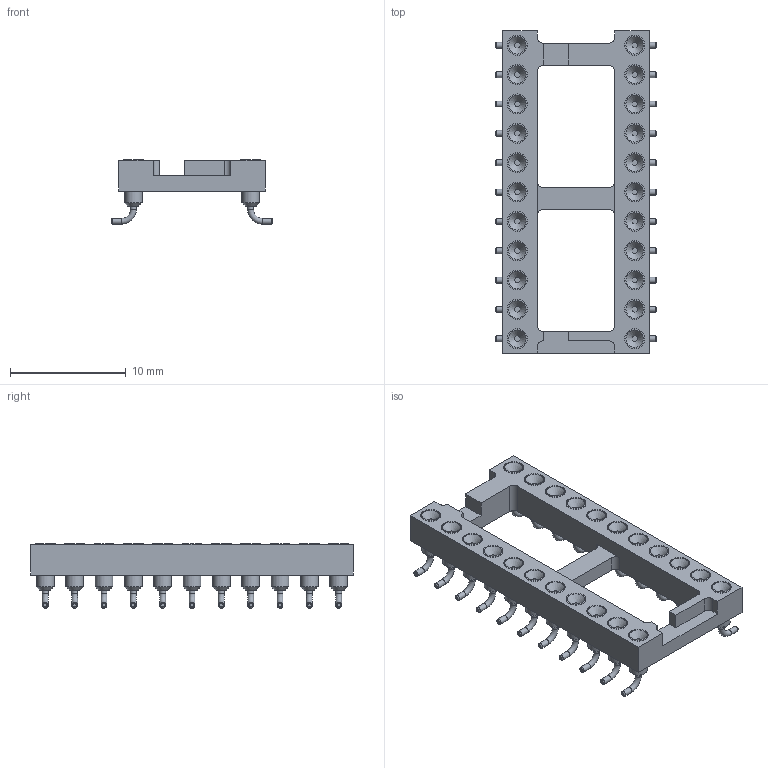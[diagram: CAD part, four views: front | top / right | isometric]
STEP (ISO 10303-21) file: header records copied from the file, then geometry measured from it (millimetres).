
FILE_DESCRIPTION(/* description */ ('model of DIP-22_W11.43mm_SMDSocket_LongPads'),/* implementation_level */ '2;1');
FILE_NAME(/* name */ 'DIP-22_W11.43mm_SMDSocket_LongPads.step',/* time_stamp */ '2017-11-03T14:53:00',/* author */ ('Terje Io','https://github.com/terjeio'),/* organization */ ('FreeCAD'),/* preprocessor_version */ 'OCC',/* originating_system */ 'kicad StepUp',/* authorisation */ '');
FILE_SCHEMA(('AUTOMOTIVE_DESIGN_CC2 { 1 2 10303 214 -1 1 5 4 }'));
Length unit declared in the file: millimetre
Products named in the file (1): DIP_22_W1143mm_SMDSocket_LongPads
Bounding box: 13.96 x 27.94 x 5.58 mm (x, y, z)
Volume: 557.3 mm3; surface area: 1107.8 mm2
Topology: 1 solids, 1 shells, 347 faces, 620 edges, 383 vertices
Faces by surface type: plane 137, cylinder 122, cone 66, torus 22
Full cylindrical faces by diameter (mm): 0.508 x66, 1.524 x22, 1.724 x22
Entity records: 10910 total; most frequent: DIRECTION 1670, CARTESIAN_POINT 1351, ORIENTED_EDGE 1240, AXIS2_PLACEMENT_3D 702, EDGE_CURVE 620, FACE_BOUND 459, EDGE_LOOP 459, VERTEX_POINT 383
